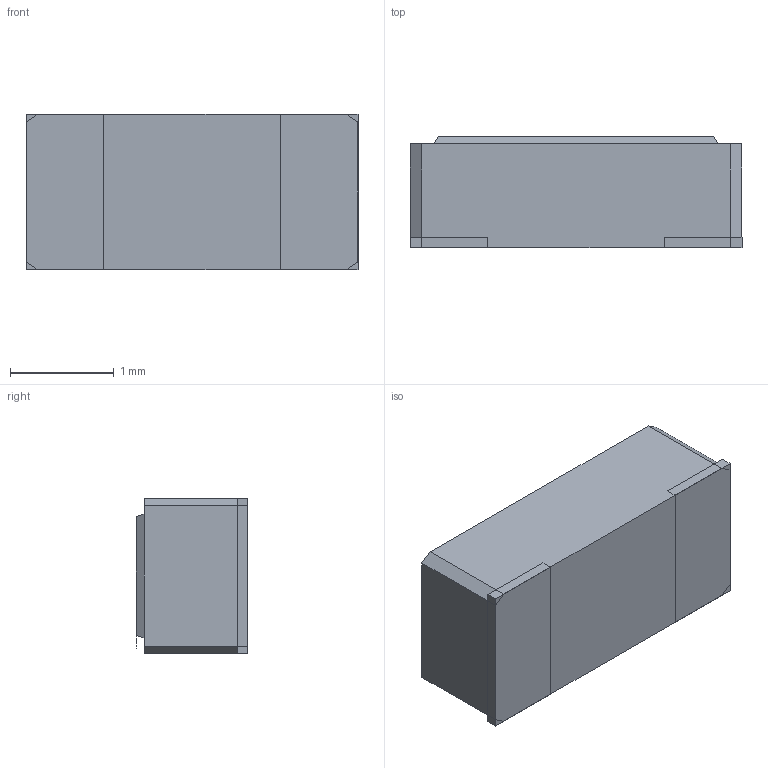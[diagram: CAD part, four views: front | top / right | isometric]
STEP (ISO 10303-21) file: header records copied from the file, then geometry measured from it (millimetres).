
FILE_DESCRIPTION (( 'STEP AP214' ), '1' );
FILE_NAME ( 'OSCSC254P320X150X100-2N.step', '2018-11-23T11:21:6', ( '' ), ( '' ), 'EDABuilder', 'EMA Design Automation', '' );
FILE_SCHEMA (( 'AUTOMOTIVE_DESIGN' ));
Length unit declared in the file: millimetre
Products named in the file (1): face1_BC
Bounding box: 3.2 x 1.08 x 1.5 mm (x, y, z)
Volume: 5.2 mm3; surface area: 31.3 mm2
Topology: 5 solids, 5 shells, 31 faces, 63 edges, 42 vertices
Faces by surface type: plane 30, cylinder 1
Full cylindrical faces by diameter (mm): 0.498 x1
Entity records: 919 total; most frequent: CARTESIAN_POINT 153, DIRECTION 142, ORIENTED_EDGE 124, LINE 64, VECTOR 64, EDGE_CURVE 62, VERTEX_POINT 42, AXIS2_PLACEMENT_3D 39
